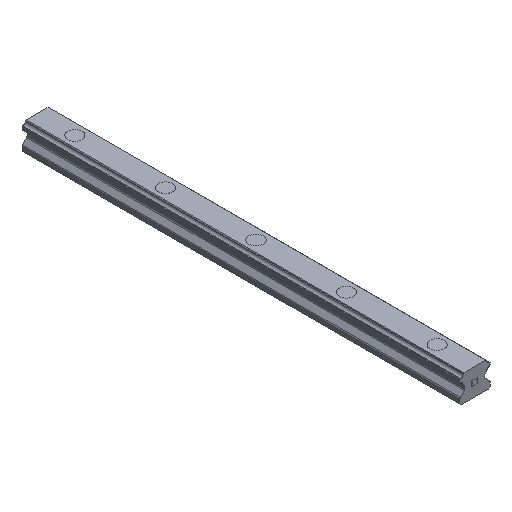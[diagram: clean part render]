
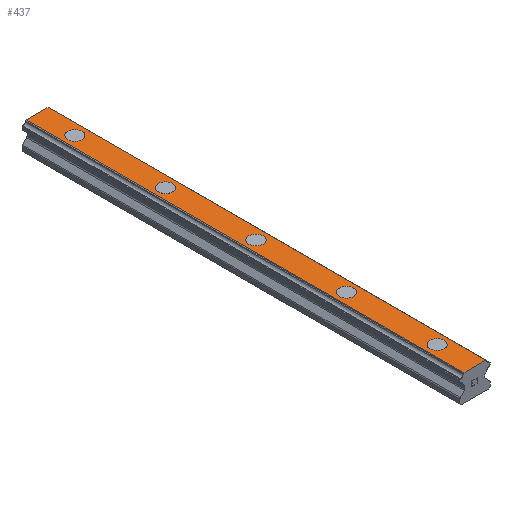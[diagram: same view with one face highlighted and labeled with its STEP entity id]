
A CAD part, isometric view. The second image highlights one B-rep face of the part: STEP entity #437.
In plain terms, the highlighted planar face has unit normal (0, 0, 1).
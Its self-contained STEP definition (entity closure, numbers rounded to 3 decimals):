
#437=ADVANCED_FACE('',(#898,#899,#900,#901,#902,#903),#904,.T.);
#898=FACE_BOUND('',#1381,.T.);
#899=FACE_BOUND('',#1382,.T.);
#900=FACE_BOUND('',#1383,.T.);
#901=FACE_BOUND('',#1384,.T.);
#902=FACE_BOUND('',#1385,.T.);
#903=FACE_OUTER_BOUND('',#1386,.T.);
#904=PLANE('',#1387);
#1381=EDGE_LOOP('',(#2657,#2658));
#1382=EDGE_LOOP('',(#2659,#2660));
#1383=EDGE_LOOP('',(#2661,#2662));
#1384=EDGE_LOOP('',(#2663,#2664));
#1385=EDGE_LOOP('',(#2665,#2666));
#1386=EDGE_LOOP('',(#2667,#2668,#2669,#2670));
#1387=AXIS2_PLACEMENT_3D('',#2671,#2672,#2673);
#2657=ORIENTED_EDGE('',*,*,#2900,.T.);
#2658=ORIENTED_EDGE('',*,*,#3285,.T.);
#2659=ORIENTED_EDGE('',*,*,#2890,.T.);
#2660=ORIENTED_EDGE('',*,*,#3291,.T.);
#2661=ORIENTED_EDGE('',*,*,#2880,.T.);
#2662=ORIENTED_EDGE('',*,*,#3297,.T.);
#2663=ORIENTED_EDGE('',*,*,#2870,.T.);
#2664=ORIENTED_EDGE('',*,*,#3303,.T.);
#2665=ORIENTED_EDGE('',*,*,#2860,.T.);
#2666=ORIENTED_EDGE('',*,*,#3309,.T.);
#2667=ORIENTED_EDGE('',*,*,#3264,.T.);
#2668=ORIENTED_EDGE('',*,*,#3356,.F.);
#2669=ORIENTED_EDGE('',*,*,#3134,.F.);
#2670=ORIENTED_EDGE('',*,*,#3354,.T.);
#2671=CARTESIAN_POINT('',(0.0,290.0,17.5));
#2672=DIRECTION('',(0.0,0.0,1.0));
#2673=DIRECTION('',(-1.0,0.0,-0.0));
#2860=EDGE_CURVE('',#3412,#3409,#3413,.T.);
#2870=EDGE_CURVE('',#3430,#3427,#3431,.T.);
#2880=EDGE_CURVE('',#3448,#3445,#3449,.T.);
#2890=EDGE_CURVE('',#3466,#3463,#3467,.T.);
#2900=EDGE_CURVE('',#3484,#3481,#3485,.T.);
#3134=EDGE_CURVE('',#3836,#3838,#3839,.T.);
#3264=EDGE_CURVE('',#4053,#4051,#4054,.T.);
#3285=EDGE_CURVE('',#3481,#3484,#4093,.T.);
#3291=EDGE_CURVE('',#3463,#3466,#4099,.T.);
#3297=EDGE_CURVE('',#3445,#3448,#4105,.T.);
#3303=EDGE_CURVE('',#3427,#3430,#4111,.T.);
#3309=EDGE_CURVE('',#3409,#3412,#4117,.T.);
#3354=EDGE_CURVE('',#3836,#4053,#4162,.T.);
#3356=EDGE_CURVE('',#3838,#4051,#4164,.T.);
#3409=VERTEX_POINT('',#4219);
#3412=VERTEX_POINT('',#4223);
#3413=CIRCLE('',#4224,4.75);
#3427=VERTEX_POINT('',#4241);
#3430=VERTEX_POINT('',#4245);
#3431=CIRCLE('',#4246,4.75);
#3445=VERTEX_POINT('',#4263);
#3448=VERTEX_POINT('',#4267);
#3449=CIRCLE('',#4268,4.75);
#3463=VERTEX_POINT('',#4285);
#3466=VERTEX_POINT('',#4289);
#3467=CIRCLE('',#4290,4.75);
#3481=VERTEX_POINT('',#4307);
#3484=VERTEX_POINT('',#4311);
#3485=CIRCLE('',#4312,4.75);
#3836=VERTEX_POINT('',#4797);
#3838=VERTEX_POINT('',#4800);
#3839=LINE('',#4801,#4802);
#4051=VERTEX_POINT('',#5096);
#4053=VERTEX_POINT('',#5099);
#4054=LINE('',#5100,#5101);
#4093=CIRCLE('',#5148,4.75);
#4099=CIRCLE('',#5154,4.75);
#4105=CIRCLE('',#5160,4.75);
#4111=CIRCLE('',#5166,4.75);
#4117=CIRCLE('',#5172,4.75);
#4162=LINE('',#5237,#5238);
#4164=LINE('',#5240,#5241);
#4219=CARTESIAN_POINT('',(4.75,25.0,17.5));
#4223=CARTESIAN_POINT('',(-4.75,25.0,17.5));
#4224=AXIS2_PLACEMENT_3D('',#5313,#5314,#5315);
#4241=CARTESIAN_POINT('',(4.75,85.0,17.5));
#4245=CARTESIAN_POINT('',(-4.75,85.0,17.5));
#4246=AXIS2_PLACEMENT_3D('',#5329,#5330,#5331);
#4263=CARTESIAN_POINT('',(4.75,145.0,17.5));
#4267=CARTESIAN_POINT('',(-4.75,145.0,17.5));
#4268=AXIS2_PLACEMENT_3D('',#5345,#5346,#5347);
#4285=CARTESIAN_POINT('',(4.75,205.0,17.5));
#4289=CARTESIAN_POINT('',(-4.75,205.0,17.5));
#4290=AXIS2_PLACEMENT_3D('',#5361,#5362,#5363);
#4307=CARTESIAN_POINT('',(4.75,265.0,17.5));
#4311=CARTESIAN_POINT('',(-4.75,265.0,17.5));
#4312=AXIS2_PLACEMENT_3D('',#5377,#5378,#5379);
#4797=CARTESIAN_POINT('',(-7.231,290.0,17.5));
#4800=CARTESIAN_POINT('',(7.231,290.0,17.5));
#4801=CARTESIAN_POINT('',(-7.231,290.0,17.5));
#4802=VECTOR('',#5626,1.0);
#5096=CARTESIAN_POINT('',(7.231,0.0,17.5));
#5099=CARTESIAN_POINT('',(-7.231,0.0,17.5));
#5100=CARTESIAN_POINT('',(-7.231,0.0,17.5));
#5101=VECTOR('',#5776,1.0);
#5148=AXIS2_PLACEMENT_3D('',#5818,#5819,#5820);
#5154=AXIS2_PLACEMENT_3D('',#5827,#5828,#5829);
#5160=AXIS2_PLACEMENT_3D('',#5836,#5837,#5838);
#5166=AXIS2_PLACEMENT_3D('',#5845,#5846,#5847);
#5172=AXIS2_PLACEMENT_3D('',#5854,#5855,#5856);
#5237=CARTESIAN_POINT('',(-7.231,290.0,17.5));
#5238=VECTOR('',#5883,1.0);
#5240=CARTESIAN_POINT('',(7.231,290.0,17.5));
#5241=VECTOR('',#5884,1.0);
#5313=CARTESIAN_POINT('',(0.0,25.0,17.5));
#5314=DIRECTION('',(0.0,0.0,-1.0));
#5315=DIRECTION('',(1.0,0.0,0.0));
#5329=CARTESIAN_POINT('',(0.0,85.0,17.5));
#5330=DIRECTION('',(0.0,0.0,-1.0));
#5331=DIRECTION('',(1.0,0.0,0.0));
#5345=CARTESIAN_POINT('',(0.0,145.0,17.5));
#5346=DIRECTION('',(0.0,0.0,-1.0));
#5347=DIRECTION('',(1.0,0.0,0.0));
#5361=CARTESIAN_POINT('',(0.0,205.0,17.5));
#5362=DIRECTION('',(0.0,0.0,-1.0));
#5363=DIRECTION('',(1.0,0.0,0.0));
#5377=CARTESIAN_POINT('',(0.0,265.0,17.5));
#5378=DIRECTION('',(0.0,0.0,-1.0));
#5379=DIRECTION('',(1.0,0.0,0.0));
#5626=DIRECTION('',(1.0,0.0,0.0));
#5776=DIRECTION('',(1.0,0.0,0.0));
#5818=CARTESIAN_POINT('',(0.0,265.0,17.5));
#5819=DIRECTION('',(0.0,0.0,-1.0));
#5820=DIRECTION('',(1.0,0.0,0.0));
#5827=CARTESIAN_POINT('',(0.0,205.0,17.5));
#5828=DIRECTION('',(0.0,0.0,-1.0));
#5829=DIRECTION('',(1.0,0.0,0.0));
#5836=CARTESIAN_POINT('',(0.0,145.0,17.5));
#5837=DIRECTION('',(0.0,0.0,-1.0));
#5838=DIRECTION('',(1.0,0.0,0.0));
#5845=CARTESIAN_POINT('',(0.0,85.0,17.5));
#5846=DIRECTION('',(0.0,0.0,-1.0));
#5847=DIRECTION('',(1.0,0.0,0.0));
#5854=CARTESIAN_POINT('',(0.0,25.0,17.5));
#5855=DIRECTION('',(0.0,0.0,-1.0));
#5856=DIRECTION('',(1.0,0.0,0.0));
#5883=DIRECTION('',(0.0,-1.0,0.0));
#5884=DIRECTION('',(0.0,-1.0,0.0));
